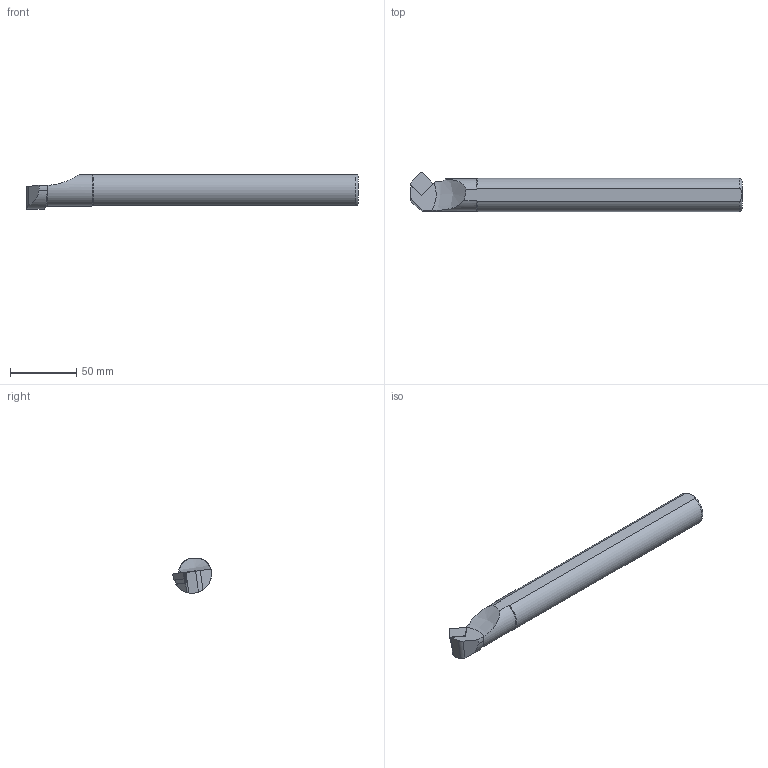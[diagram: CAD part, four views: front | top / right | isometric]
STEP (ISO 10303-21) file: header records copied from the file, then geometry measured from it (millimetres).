
FILE_DESCRIPTION(/* description */ (''),/* implementation_level */ '2;1');
FILE_NAME(/* name */ 'S25S-SSSCL-12.stp',/* time_stamp */ '2023-10-18T16:12:52+03:00',/* author */ (''),/* organization */ (''),/* preprocessor_version */ 'ST-DEVELOPER v19.4',/* originating_system */ 'SIEMENS PLM Software NX2306.3001',/* authorisation */ '');
FILE_SCHEMA (('AUTOMOTIVE_DESIGN { 1 0 10303 214 3 1 1 1 }'));
Length unit declared in the file: millimetre
Products named in the file (1): S25S SSSCR 12-LIGHT_objects
Bounding box: 250 x 29.5 x 25.94 mm (x, y, z)
Volume: 112836.3 mm3; surface area: 20398.8 mm2
Topology: 2 solids, 2 shells, 50 faces, 133 edges, 87 vertices
Faces by surface type: plane 27, cylinder 14, cone 7, bspline 1, torus 1
Entity records: 2586 total; most frequent: CARTESIAN_POINT 1322, ORIENTED_EDGE 262, DIRECTION 248, EDGE_CURVE 131, AXIS2_PLACEMENT_3D 89, VERTEX_POINT 86, LINE 70, VECTOR 70
